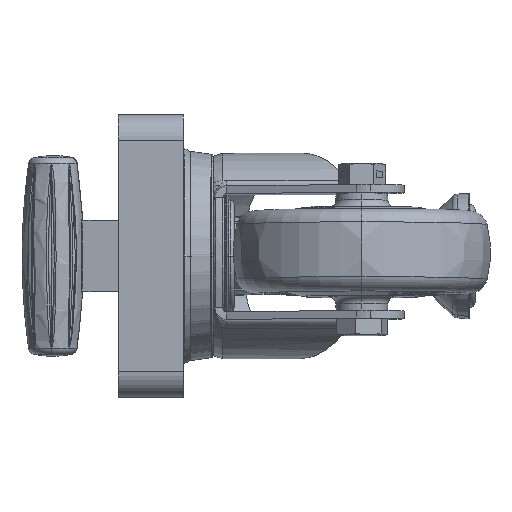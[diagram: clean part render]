
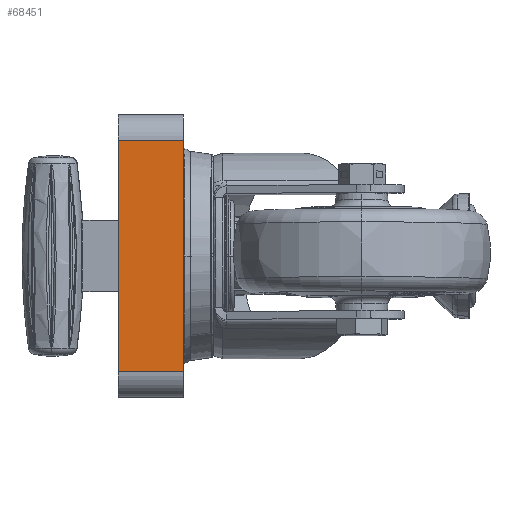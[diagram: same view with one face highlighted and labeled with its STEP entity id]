
A CAD part, left-side view. The second image highlights one B-rep face of the part: STEP entity #68451.
In plain terms, the highlighted face is planar.
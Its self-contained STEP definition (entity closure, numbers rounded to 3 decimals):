
#1872 = DIRECTION ( 'NONE',  ( -1., 0., 0. ) ) ;
#2354 = LINE ( 'NONE', #20647, #80732 ) ;
#20647 = CARTESIAN_POINT ( 'NONE',  ( 45., -3.5, -67. ) ) ;
#24970 = DIRECTION ( 'NONE',  ( -1., 0., 0. ) ) ;
#45469 = EDGE_LOOP ( 'NONE', ( #126574, #101264, #72189, #169501 ) ) ;
#49116 = VECTOR ( 'NONE', #168689, 1000. ) ;
#54384 = EDGE_CURVE ( 'NONE', #165611, #181922, #2354, .T. ) ;
#68451 = ADVANCED_FACE ( 'NONE', ( #118621 ), #75314, .T. ) ;
#72189 = ORIENTED_EDGE ( 'NONE', *, *, #75043, .F. ) ;
#75043 = EDGE_CURVE ( 'NONE', #165611, #160980, #162017, .T. ) ;
#75314 = PLANE ( 'NONE',  #179063 ) ;
#77122 = VECTOR ( 'NONE', #24970, 1000. ) ;
#79773 = CARTESIAN_POINT ( 'NONE',  ( 45., -3.5, -67. ) ) ;
#80732 = VECTOR ( 'NONE', #123757, 1000. ) ;
#87619 = CARTESIAN_POINT ( 'NONE',  ( -45., -3.5, -67. ) ) ;
#90061 = DIRECTION ( 'NONE',  ( 0., 0., -1. ) ) ;
#92597 = CARTESIAN_POINT ( 'NONE',  ( 45., -3.5, -67. ) ) ;
#101264 = ORIENTED_EDGE ( 'NONE', *, *, #184900, .F. ) ;
#102777 = VECTOR ( 'NONE', #175962, 1000. ) ;
#113012 = CARTESIAN_POINT ( 'NONE',  ( 45., 21.8, -67. ) ) ;
#116128 = EDGE_CURVE ( 'NONE', #181922, #146429, #185802, .T. ) ;
#116315 = LINE ( 'NONE', #186666, #77122 ) ;
#118621 = FACE_OUTER_BOUND ( 'NONE', #45469, .T. ) ;
#123757 = DIRECTION ( 'NONE',  ( -1., 0., 0. ) ) ;
#126574 = ORIENTED_EDGE ( 'NONE', *, *, #116128, .T. ) ;
#145612 = CARTESIAN_POINT ( 'NONE',  ( -45., -3.5, -67. ) ) ;
#146429 = VERTEX_POINT ( 'NONE', #166486 ) ;
#160980 = VERTEX_POINT ( 'NONE', #113012 ) ;
#162017 = LINE ( 'NONE', #79773, #49116 ) ;
#163564 = CARTESIAN_POINT ( 'NONE',  ( 45., -3.5, -67. ) ) ;
#165611 = VERTEX_POINT ( 'NONE', #92597 ) ;
#166486 = CARTESIAN_POINT ( 'NONE',  ( -45., 21.8, -67. ) ) ;
#168689 = DIRECTION ( 'NONE',  ( 0., 1., 0. ) ) ;
#169501 = ORIENTED_EDGE ( 'NONE', *, *, #54384, .T. ) ;
#175962 = DIRECTION ( 'NONE',  ( 0., 1., 0. ) ) ;
#179063 = AXIS2_PLACEMENT_3D ( 'NONE', #163564, #90061, #1872 ) ;
#181922 = VERTEX_POINT ( 'NONE', #145612 ) ;
#184900 = EDGE_CURVE ( 'NONE', #160980, #146429, #116315, .T. ) ;
#185802 = LINE ( 'NONE', #87619, #102777 ) ;
#186666 = CARTESIAN_POINT ( 'NONE',  ( 45., 21.8, -67. ) ) ;
